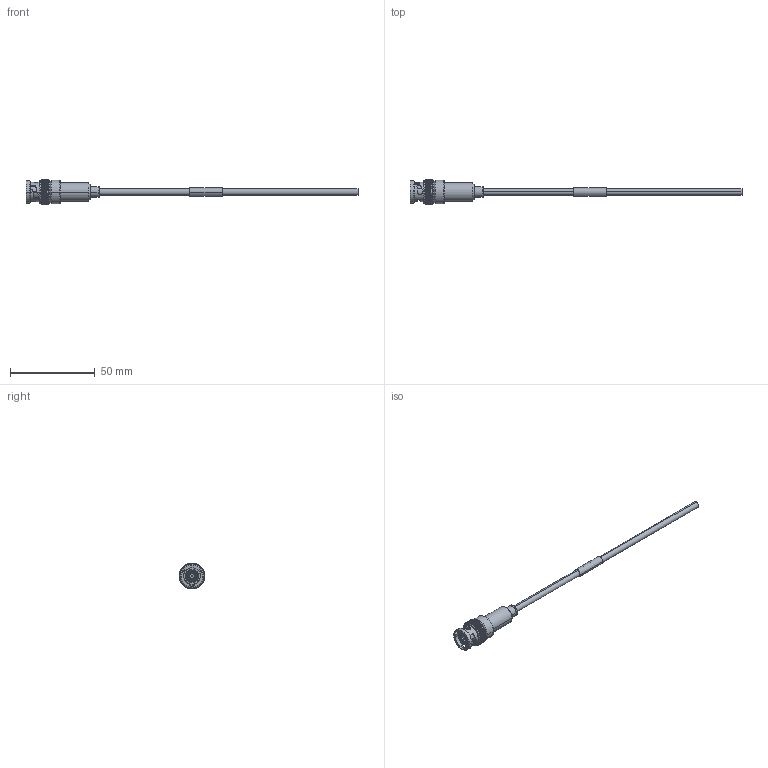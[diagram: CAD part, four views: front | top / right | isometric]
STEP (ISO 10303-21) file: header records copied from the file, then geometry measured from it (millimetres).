
FILE_DESCRIPTION (( 'STEP AP214' ), '1' );
FILE_NAME ('FM3MP2358_3D.step', '2023-08-16T19:29:39', ( '' ), ( '' ), 'SwSTEP 2.0', 'SolidWorks 2022', '' );
FILE_SCHEMA (( 'AUTOMOTIVE_DESIGN' ));
Length unit declared in the file: inch
Products named in the file (6): 10-06031-XXX; 30-02003_6"; 10-06031-XXX-MA3; 1AW01-003_.182 ID x .75" long; FM3MP2358_3D; 10-06031-XXX-MA1
Assembly tree (5 placements, depth 3):
  FM3MP2358_3D
    30-02003_6"
    10-06031-XXX
      10-06031-XXX-MA1
      10-06031-XXX-MA3
    1AW01-003_.182 ID x .75" long
Bounding box: 195.58 x 14.98 x 14.98 mm (x, y, z)
Volume: 5484.4 mm3; surface area: 5770.4 mm2
Topology: 4 solids, 4 shells, 687 faces, 1969 edges, 1300 vertices
Faces by surface type: cylinder 381, torus 196, plane 73, cone 22, bspline 15
Entity records: 26172 total; most frequent: CARTESIAN_POINT 8014, ORIENTED_EDGE 3934, DIRECTION 3716, EDGE_CURVE 1967, AXIS2_PLACEMENT_3D 1601, VERTEX_POINT 1300, CIRCLE 920, EDGE_LOOP 711
